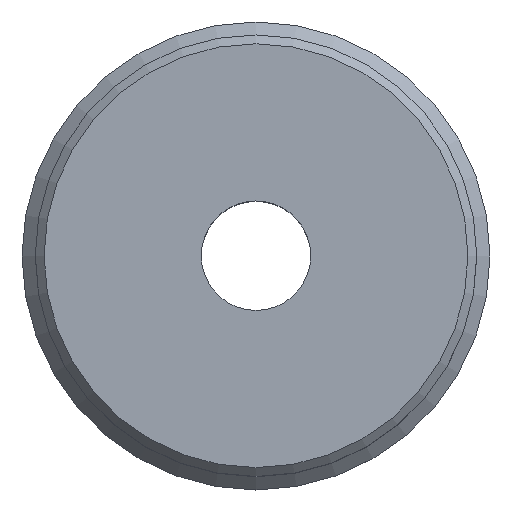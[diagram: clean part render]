
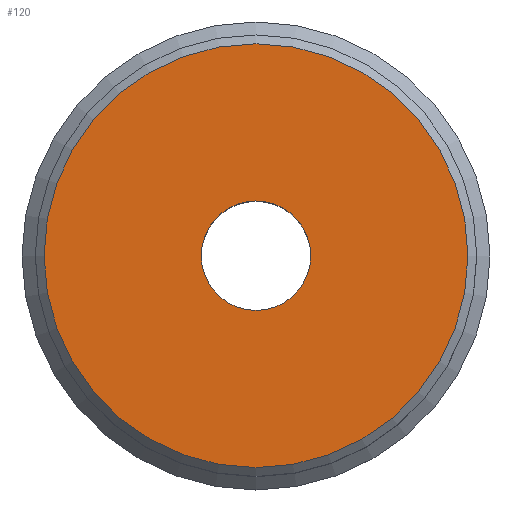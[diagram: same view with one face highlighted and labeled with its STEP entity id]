
A CAD part, top view. The second image highlights one B-rep face of the part: STEP entity #120.
In plain terms, the highlighted planar face has unit normal (0, 0, 1).
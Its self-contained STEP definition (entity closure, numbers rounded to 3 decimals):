
#20=PLANE('',#139);
#27=FACE_BOUND('',#53,.T.);
#37=FACE_OUTER_BOUND('',#52,.T.);
#52=EDGE_LOOP('',(#102));
#53=EDGE_LOOP('',(#103));
#67=CIRCLE('',#136,12.);
#69=CIRCLE('',#140,3.1);
#77=VERTEX_POINT('',#204);
#79=VERTEX_POINT('',#210);
#87=EDGE_CURVE('',#77,#77,#67,.T.);
#89=EDGE_CURVE('',#79,#79,#69,.T.);
#102=ORIENTED_EDGE('',*,*,#87,.F.);
#103=ORIENTED_EDGE('',*,*,#89,.T.);
#120=ADVANCED_FACE('',(#37,#27),#20,.T.);
#136=AXIS2_PLACEMENT_3D('',#205,#167,#168);
#139=AXIS2_PLACEMENT_3D('',#209,#173,#174);
#140=AXIS2_PLACEMENT_3D('',#211,#175,#176);
#167=DIRECTION('center_axis',(0.,0.,-1.));
#168=DIRECTION('ref_axis',(-1.,0.,0.));
#173=DIRECTION('center_axis',(0.,0.,1.));
#174=DIRECTION('ref_axis',(1.,0.,0.));
#175=DIRECTION('center_axis',(0.,0.,-1.));
#176=DIRECTION('ref_axis',(1.,0.,0.));
#204=CARTESIAN_POINT('',(12.,0.,10.));
#205=CARTESIAN_POINT('Origin',(0.,0.,10.));
#209=CARTESIAN_POINT('Origin',(6.25,0.,10.));
#210=CARTESIAN_POINT('',(3.1,0.,10.));
#211=CARTESIAN_POINT('Origin',(0.,0.,10.));
